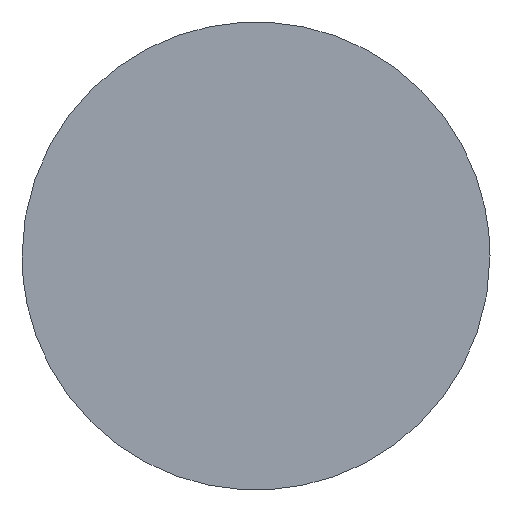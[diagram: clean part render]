
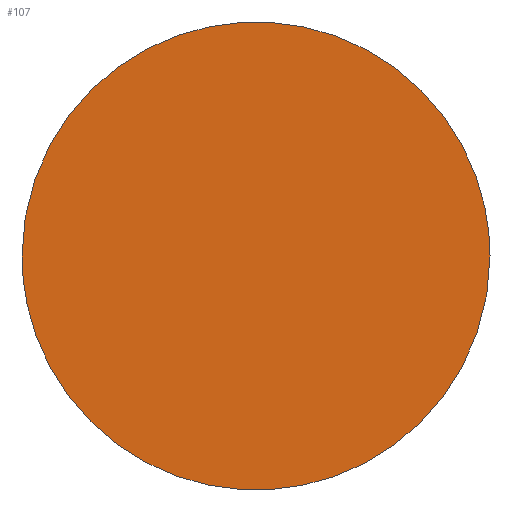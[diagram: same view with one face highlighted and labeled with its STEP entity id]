
A CAD part, left-side view. The second image highlights one B-rep face of the part: STEP entity #107.
In plain terms, the highlighted free-form (B-spline) face has degree [1, 1] with [2, 2] control points.
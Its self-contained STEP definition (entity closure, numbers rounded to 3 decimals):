
#21 = EDGE_CURVE('',#22,#24,#26,.T.);
#22 = VERTEX_POINT('',#23);
#23 = CARTESIAN_POINT('',(-1.797,2.379,0.));
#24 = VERTEX_POINT('',#25);
#25 = CARTESIAN_POINT('',(-1.797,-2.379,
    0.));
#26 = ( BOUNDED_CURVE() B_SPLINE_CURVE(2,(#27,#28,#29,#30,#31),
.UNSPECIFIED.,.F.,.F.) B_SPLINE_CURVE_WITH_KNOTS((3,2,3),(4.712
,6.283,7.854),.PIECEWISE_BEZIER_KNOTS.) CURVE() 
GEOMETRIC_REPRESENTATION_ITEM() RATIONAL_B_SPLINE_CURVE((1.,
0.707,1.,0.707,1.)) REPRESENTATION_ITEM('') );
#27 = CARTESIAN_POINT('',(-1.797,2.379,
    0.));
#28 = CARTESIAN_POINT('',(-1.797,2.379,2.379)
  );
#29 = CARTESIAN_POINT('',(-1.797,0.,
    2.379));
#30 = CARTESIAN_POINT('',(-1.797,-2.379,2.379
    ));
#31 = CARTESIAN_POINT('',(-1.797,-2.379,
    0.));
#69 = EDGE_CURVE('',#24,#22,#70,.T.);
#70 = ( BOUNDED_CURVE() B_SPLINE_CURVE(2,(#71,#72,#73,#74,#75),
.UNSPECIFIED.,.F.,.F.) B_SPLINE_CURVE_WITH_KNOTS((3,2,3),(1.571
,3.142,4.712),.PIECEWISE_BEZIER_KNOTS.) CURVE() 
GEOMETRIC_REPRESENTATION_ITEM() RATIONAL_B_SPLINE_CURVE((1.,
0.707,1.,0.707,1.)) REPRESENTATION_ITEM('') );
#71 = CARTESIAN_POINT('',(-1.797,-2.379,
    0.));
#72 = CARTESIAN_POINT('',(-1.797,-2.379,
    -2.379));
#73 = CARTESIAN_POINT('',(-1.797,0.,
    -2.379));
#74 = CARTESIAN_POINT('',(-1.797,2.379,-2.379
    ));
#75 = CARTESIAN_POINT('',(-1.797,2.379,
    0.));
#107 = ADVANCED_FACE('',(#108),#112,.F.);
#108 = FACE_BOUND('',#109,.T.);
#109 = EDGE_LOOP('',(#110,#111));
#110 = ORIENTED_EDGE('',*,*,#69,.F.);
#111 = ORIENTED_EDGE('',*,*,#21,.F.);
#112 = B_SPLINE_SURFACE_WITH_KNOTS('',1,1,(
    (#113,#114)
    ,(#115,#116
    )),.UNSPECIFIED.,.F.,.F.,.F.,(2,2),(2,2),(-2.25,2.25),(-2.25,2.25),
  .PIECEWISE_BEZIER_KNOTS.);
#113 = CARTESIAN_POINT('',(-1.797,-2.379,
    -2.379));
#114 = CARTESIAN_POINT('',(-1.797,-2.379,
    2.379));
#115 = CARTESIAN_POINT('',(-1.797,2.379,
    -2.379));
#116 = CARTESIAN_POINT('',(-1.797,2.379,2.379
    ));
